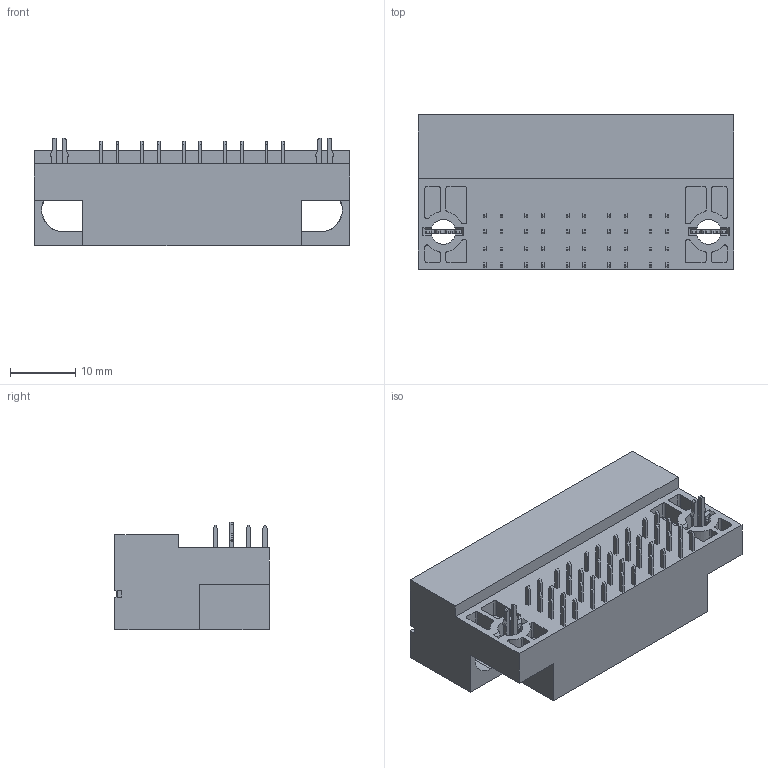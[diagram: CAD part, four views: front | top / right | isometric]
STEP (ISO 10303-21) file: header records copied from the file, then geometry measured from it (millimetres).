
FILE_DESCRIPTION( ('This file contains a STEP AP42 implementation' ,'as created by ZW3D STEP Interface translator.') ,'2;1' );
FILE_NAME( 'P4MRA-06W5AMA1.stp' ,'23 925.101531', (''), ('ZWCAD Software Co.'), 'Version 1.0', 'ZW3D to STEP translator', '' );
FILE_SCHEMA(('AUTOMOTIVE_DESIGN { 1 0 10303 214 1 1 1 1 }'));
Length unit declared in the file: millimetre
Products named in the file (2): 0; P4MRA-06W5AMA1
Bounding box: 48.26 x 23.62 x 16.51 mm (x, y, z)
Volume: 12177 mm3; surface area: 6612.8 mm2
Topology: 1 solids, 1 shells, 763 faces, 2097 edges, 1384 vertices
Faces by surface type: plane 598, bspline 125, cylinder 36, cone 4
Entity records: 27152 total; most frequent: CARTESIAN_POINT 7431, ORIENTED_EDGE 4194, DIRECTION 3494, EDGE_CURVE 2097, VECTOR 1686, LINE 1686, VERTEX_POINT 1384, AXIS2_PLACEMENT_3D 904
